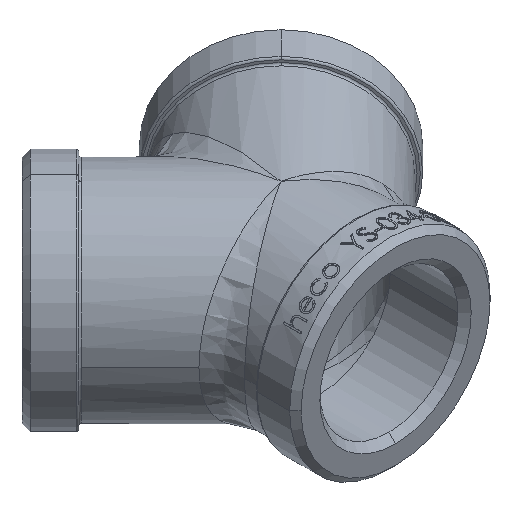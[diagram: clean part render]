
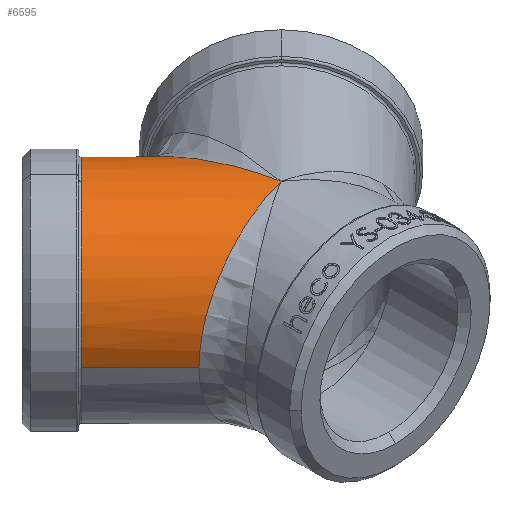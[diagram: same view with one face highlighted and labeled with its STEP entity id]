
A CAD part, isometric view. The second image highlights one B-rep face of the part: STEP entity #6595.
In plain terms, the highlighted cylindrical face has radius 16.5 mm (diameter 33 mm), a partial arc.
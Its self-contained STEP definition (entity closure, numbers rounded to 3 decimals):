
#425 = AXIS2_PLACEMENT_3D ( 'NONE', #541, #4782, #23947 ) ;
#541 = CARTESIAN_POINT ( 'NONE',  ( -17.466, 17.466, 0. ) ) ;
#717 = CARTESIAN_POINT ( 'NONE',  ( -18.373, -4.379, 4.938 ) ) ;
#818 = CARTESIAN_POINT ( 'NONE',  ( -29.133, 5.798, 0. ) ) ;
#1105 = VERTEX_POINT ( 'NONE', #20789 ) ;
#1129 = VERTEX_POINT ( 'NONE', #20421 ) ;
#1417 = AXIS2_PLACEMENT_3D ( 'NONE', #1549, #22832, #13041 ) ;
#1549 = CARTESIAN_POINT ( 'NONE',  ( -4.833, 4.833, 0. ) ) ;
#1972 = CARTESIAN_POINT ( 'NONE',  ( 0., 0., 16.5 ) ) ;
#2310 = ORIENTED_EDGE ( 'NONE', *, *, #11689, .F. ) ;
#2318 = CARTESIAN_POINT ( 'NONE',  ( -18.843, -4.491, 0. ) ) ;
#2528 = EDGE_CURVE ( 'NONE', #13549, #15485, #2654, .T. ) ;
#2654 = B_SPLINE_CURVE_WITH_KNOTS ( 'NONE', 3,
 ( #10342, #20206, #16073, #12362, #717, #10077, #2318 ),
 .UNSPECIFIED., .F., .F.,
 ( 4, 1, 1, 1, 4 ),
 ( 0., 0.143, 0.286, 0.429, 0.5 ),
 .UNSPECIFIED. ) ;
#4182 = CARTESIAN_POINT ( 'NONE',  ( -17.466, 17.466, 0. ) ) ;
#4720 = EDGE_LOOP ( 'NONE', ( #22237, #12271, #23391, #17274, #18231, #2310 ) ) ;
#4782 = DIRECTION ( 'NONE',  ( -0.707, 0.707, 0. ) ) ;
#5070 = AXIS2_PLACEMENT_3D ( 'NONE', #4182, #13723, #19592 ) ;
#5745 = CARTESIAN_POINT ( 'NONE',  ( 0., 0., 16.5 ) ) ;
#5923 = VERTEX_POINT ( 'NONE', #21798 ) ;
#6595 = ADVANCED_FACE ( 'NONE', ( #10023 ), #13088, .T. ) ;
#7255 = VERTEX_POINT ( 'NONE', #818 ) ;
#9024 = B_SPLINE_CURVE_WITH_KNOTS ( 'NONE', 3,
 ( #11455, #9365, #15579, #15279, #17235, #15505, #9446, #5745 ),
 .UNSPECIFIED., .F., .F.,
 ( 4, 1, 1, 1, 1, 4 ),
 ( 0.5, 0.571, 0.643, 0.714, 0.857, 1. ),
 .UNSPECIFIED. ) ;
#9365 = CARTESIAN_POINT ( 'NONE',  ( -5.657, 28.991, 1.234 ) ) ;
#9446 = CARTESIAN_POINT ( 'NONE',  ( -0.846, 4.337, 16.5 ) ) ;
#9524 = VECTOR ( 'NONE', #20770, 1000. ) ;
#10023 = FACE_OUTER_BOUND ( 'NONE', #4720, .T. ) ;
#10077 = CARTESIAN_POINT ( 'NONE',  ( -18.843, -4.491, 1.234 ) ) ;
#10342 = CARTESIAN_POINT ( 'NONE',  ( 0., 0., 16.5 ) ) ;
#11002 = EDGE_CURVE ( 'NONE', #7255, #15485, #20952, .T. ) ;
#11455 = CARTESIAN_POINT ( 'NONE',  ( -5.657, 28.991, 0. ) ) ;
#11479 = EDGE_CURVE ( 'NONE', #1105, #1129, #23361, .T. ) ;
#11689 = EDGE_CURVE ( 'NONE', #5923, #13549, #9024, .T. ) ;
#12271 = ORIENTED_EDGE ( 'NONE', *, *, #11479, .F. ) ;
#12362 = CARTESIAN_POINT ( 'NONE',  ( -15.235, -3.631, 10.639 ) ) ;
#13041 = DIRECTION ( 'NONE',  ( -0.707, -0.707, 0. ) ) ;
#13088 = CYLINDRICAL_SURFACE ( 'NONE', #1417, 16.5 ) ;
#13549 = VERTEX_POINT ( 'NONE', #1972 ) ;
#13723 = DIRECTION ( 'NONE',  ( -0.707, 0.707, 0. ) ) ;
#13853 = VECTOR ( 'NONE', #23158, 1000. ) ;
#15279 = CARTESIAN_POINT ( 'NONE',  ( -5.139, 26.339, 7.219 ) ) ;
#15485 = VERTEX_POINT ( 'NONE', #21770 ) ;
#15505 = CARTESIAN_POINT ( 'NONE',  ( -2.538, 13.009, 15.374 ) ) ;
#15579 = CARTESIAN_POINT ( 'NONE',  ( -5.562, 28.505, 3.703 ) ) ;
#15691 = CIRCLE ( 'NONE', #425, 16.5 ) ;
#16073 = CARTESIAN_POINT ( 'NONE',  ( -8.456, -2.016, 15.375 ) ) ;
#17235 = CARTESIAN_POINT ( 'NONE',  ( -4.234, 21.702, 11.428 ) ) ;
#17274 = ORIENTED_EDGE ( 'NONE', *, *, #11002, .T. ) ;
#18231 = ORIENTED_EDGE ( 'NONE', *, *, #2528, .F. ) ;
#19311 = CARTESIAN_POINT ( 'NONE',  ( -16.5, -6.835, 0. ) ) ;
#19592 = DIRECTION ( 'NONE',  ( -0.707, -0.707, 0. ) ) ;
#20206 = CARTESIAN_POINT ( 'NONE',  ( -2.819, -0.672, 16.5 ) ) ;
#20421 = CARTESIAN_POINT ( 'NONE',  ( -5.798, 29.133, 0. ) ) ;
#20770 = DIRECTION ( 'NONE',  ( 0.707, -0.707, 0. ) ) ;
#20789 = CARTESIAN_POINT ( 'NONE',  ( -17.466, 17.466, 16.5 ) ) ;
#20952 = LINE ( 'NONE', #19311, #13853 ) ;
#21770 = CARTESIAN_POINT ( 'NONE',  ( -18.843, -4.491, 0. ) ) ;
#21798 = CARTESIAN_POINT ( 'NONE',  ( -5.657, 28.991, 0. ) ) ;
#22237 = ORIENTED_EDGE ( 'NONE', *, *, #25070, .F. ) ;
#22395 = LINE ( 'NONE', #24707, #9524 ) ;
#22832 = DIRECTION ( 'NONE',  ( 0.707, -0.707, 0. ) ) ;
#23158 = DIRECTION ( 'NONE',  ( 0.707, -0.707, 0. ) ) ;
#23361 = CIRCLE ( 'NONE', #5070, 16.5 ) ;
#23391 = ORIENTED_EDGE ( 'NONE', *, *, #23623, .F. ) ;
#23623 = EDGE_CURVE ( 'NONE', #7255, #1105, #15691, .T. ) ;
#23947 = DIRECTION ( 'NONE',  ( -0.707, -0.707, 0. ) ) ;
#24707 = CARTESIAN_POINT ( 'NONE',  ( 6.835, 16.5, 0. ) ) ;
#25070 = EDGE_CURVE ( 'NONE', #1129, #5923, #22395, .T. ) ;
